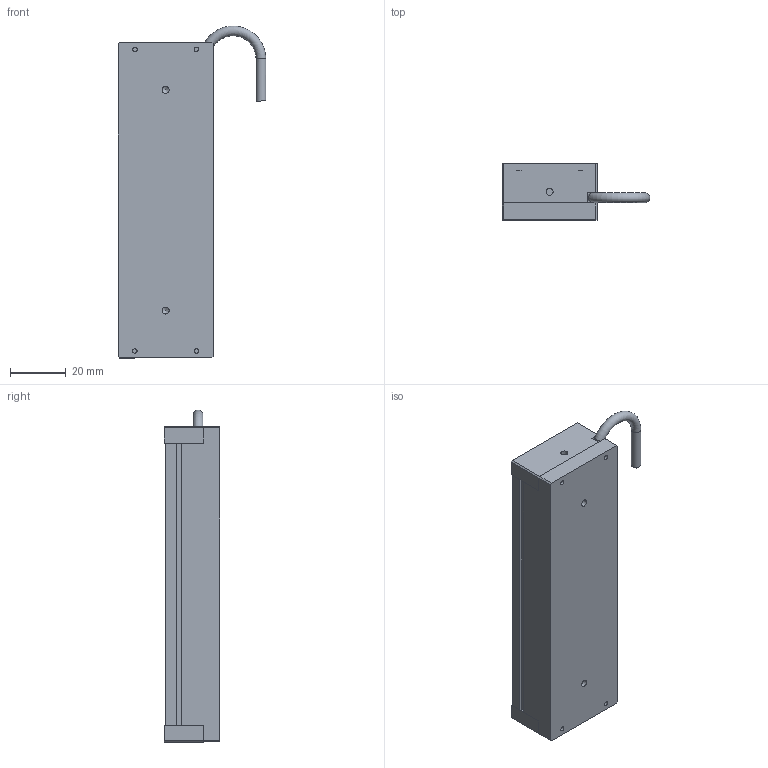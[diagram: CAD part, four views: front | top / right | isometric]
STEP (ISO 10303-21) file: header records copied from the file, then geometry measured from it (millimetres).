
FILE_DESCRIPTION (( 'STEP AP203' ), '1' );
FILE_NAME ('SL-100X30x.STEP', '2016-02-15T02:28:35', ( 'CCS Inc' ), ( 'CCS Inc' ), 'SwSTEP 2.0', 'SolidWorks 2011', '' );
FILE_SCHEMA (( 'CONFIG_CONTROL_DESIGN' ));
Length unit declared in the file: millimetre
Products named in the file (1): SL-100X30x
Bounding box: 52.88 x 20 x 118.86 mm (x, y, z)
Volume: 67686.3 mm3; surface area: 18751.3 mm2
Topology: 8 solids, 8 shells, 111 faces, 251 edges, 164 vertices
Faces by surface type: plane 64, cylinder 30, torus 9, cone 8
Full cylindrical faces by diameter (mm): 1.6 x6, 2 x4, 2.4 x4, 2.5 x4, 3.5 x2, 3.8 x4, 4.4 x4
Entity records: 2901 total; most frequent: CARTESIAN_POINT 508, DIRECTION 482, ORIENTED_EDGE 386, EDGE_CURVE 193, EDGE_LOOP 184, AXIS2_PLACEMENT_3D 179, VERTEX_POINT 151, FACE_OUTER_BOUND 148
